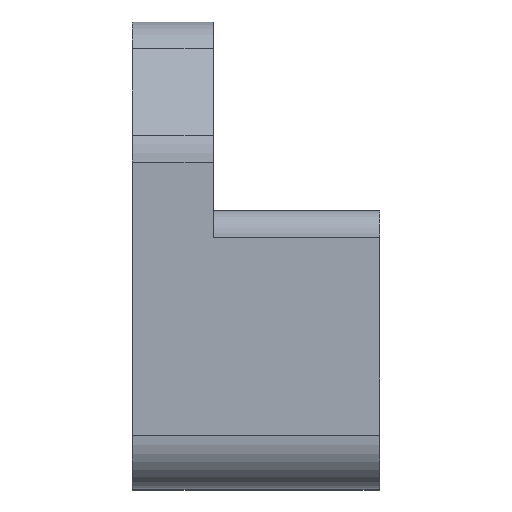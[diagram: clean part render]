
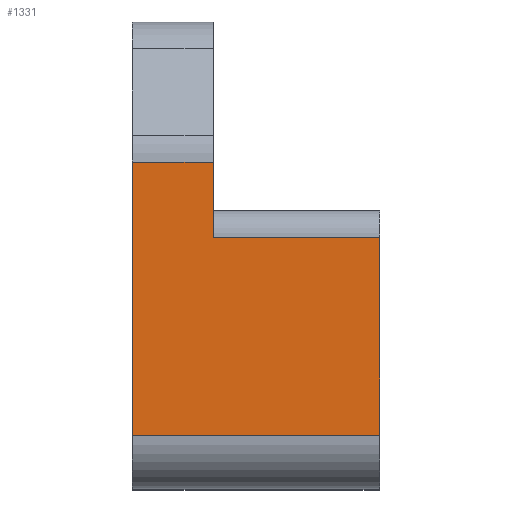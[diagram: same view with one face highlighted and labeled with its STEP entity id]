
A CAD part, top view. The second image highlights one B-rep face of the part: STEP entity #1331.
In plain terms, the highlighted planar face has unit normal (0, 0, 1).
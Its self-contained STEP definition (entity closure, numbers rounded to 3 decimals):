
#186=FACE_OUTER_BOUND('',#279,.T.);
#279=EDGE_LOOP('',(#1165,#1166,#1167,#1168,#1169,#1170));
#307=LINE('',#1955,#434);
#332=LINE('',#2047,#459);
#343=LINE('',#2086,#470);
#363=LINE('',#2136,#490);
#368=LINE('',#2148,#495);
#409=LINE('',#2257,#536);
#434=VECTOR('',#1547,10.);
#459=VECTOR('',#1626,10.);
#470=VECTOR('',#1665,10.);
#490=VECTOR('',#1719,10.);
#495=VECTOR('',#1734,10.);
#536=VECTOR('',#1863,10.);
#561=VERTEX_POINT('',#1952);
#562=VERTEX_POINT('',#1954);
#601=VERTEX_POINT('',#2044);
#602=VERTEX_POINT('',#2046);
#616=VERTEX_POINT('',#2084);
#629=VERTEX_POINT('',#2134);
#679=EDGE_CURVE('',#562,#561,#307,.T.);
#723=EDGE_CURVE('',#601,#602,#332,.T.);
#743=EDGE_CURVE('',#616,#601,#343,.T.);
#769=EDGE_CURVE('',#629,#616,#363,.T.);
#776=EDGE_CURVE('',#562,#629,#368,.T.);
#829=EDGE_CURVE('',#561,#602,#409,.T.);
#1165=ORIENTED_EDGE('',*,*,#769,.F.);
#1166=ORIENTED_EDGE('',*,*,#776,.F.);
#1167=ORIENTED_EDGE('',*,*,#679,.T.);
#1168=ORIENTED_EDGE('',*,*,#829,.T.);
#1169=ORIENTED_EDGE('',*,*,#723,.F.);
#1170=ORIENTED_EDGE('',*,*,#743,.F.);
#1261=PLANE('',#1485);
#1331=ADVANCED_FACE('',(#186),#1261,.T.);
#1485=AXIS2_PLACEMENT_3D('',#2258,#1864,#1865);
#1547=DIRECTION('',(0.,-1.,0.));
#1626=DIRECTION('',(0.,-1.,0.));
#1665=DIRECTION('',(1.,0.,0.));
#1719=DIRECTION('',(0.,-1.,0.));
#1734=DIRECTION('',(1.,0.,0.));
#1863=DIRECTION('',(1.,0.,0.));
#1864=DIRECTION('center_axis',(0.,0.,1.));
#1865=DIRECTION('ref_axis',(0.,-1.,0.));
#1952=CARTESIAN_POINT('',(0.,-22.,31.));
#1954=CARTESIAN_POINT('',(0.,8.392,31.));
#1955=CARTESIAN_POINT('',(0.,10.,31.));
#2044=CARTESIAN_POINT('',(27.5,0.,31.));
#2046=CARTESIAN_POINT('',(27.5,-22.,31.));
#2047=CARTESIAN_POINT('',(27.5,3.,31.));
#2084=CARTESIAN_POINT('',(9.,0.,31.));
#2086=CARTESIAN_POINT('',(4.5,0.,31.));
#2134=CARTESIAN_POINT('',(9.,8.392,31.));
#2136=CARTESIAN_POINT('',(9.,10.,31.));
#2148=CARTESIAN_POINT('',(0.,8.392,31.));
#2257=CARTESIAN_POINT('',(0.,-22.,31.));
#2258=CARTESIAN_POINT('Origin',(0.,10.,31.));
